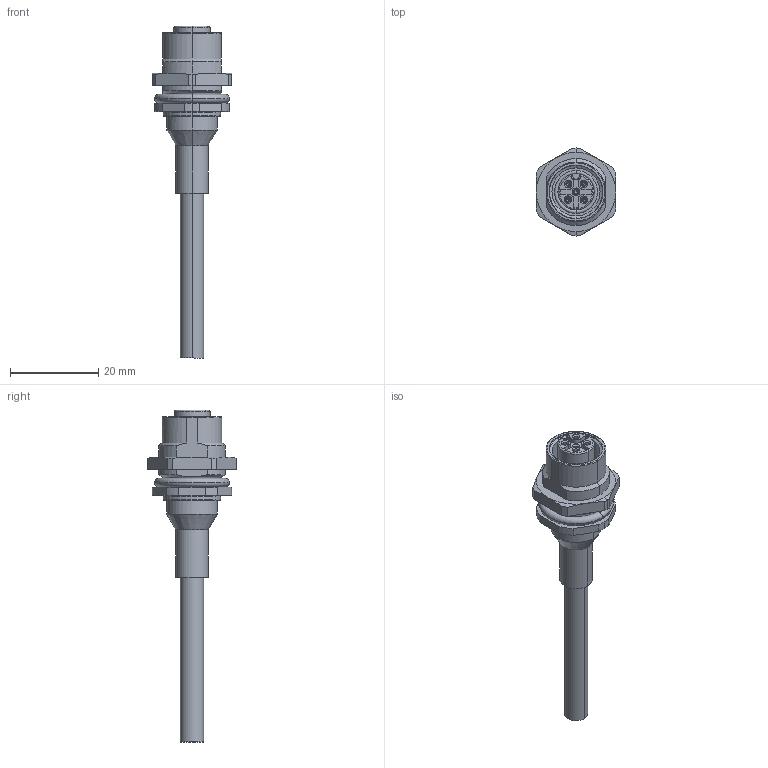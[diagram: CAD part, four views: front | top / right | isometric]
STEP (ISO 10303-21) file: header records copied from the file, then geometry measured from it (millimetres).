
FILE_DESCRIPTION(('CATIA V5 STEP Exchange','CAx-IF Rec.Pracs.--- Model Styling and Organization---1.4--- 2014-01-23'),'2;1');
FILE_NAME ('009176-2_1', '2020-01-06T14:15:40+00:00', ('none'), ('Weidmueller'), 'CATIA Version 5-6 Release 2016 SP3 HF44', 'CATIA V5 STEP AP214', 'none');
FILE_SCHEMA(('AUTOMOTIVE_DESIGN { 1 0 10303 214 1 1 1 1 }'));
Length unit declared in the file: millimetre
Products named in the file (1): 1222270050
Bounding box: 18 x 20 x 75.43 mm (x, y, z)
Volume: 5132.6 mm3; surface area: 3859.7 mm2
Topology: 4 solids, 4 shells, 255 faces, 633 edges, 390 vertices
Faces by surface type: cylinder 82, plane 69, cone 50, torus 20, extrusion 20, bspline 10, sphere 4
Entity records: 8073 total; most frequent: CARTESIAN_POINT 2510, ORIENTED_EDGE 1238, DIRECTION 889, EDGE_CURVE 619, AXIS2_PLACEMENT_3D 415, VERTEX_POINT 390, EDGE_LOOP 285, VECTOR 266
